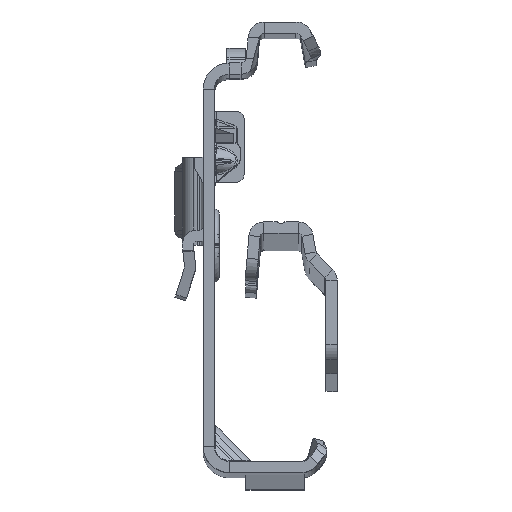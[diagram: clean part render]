
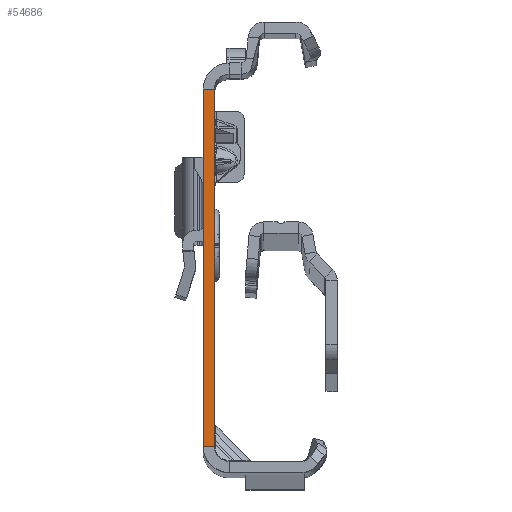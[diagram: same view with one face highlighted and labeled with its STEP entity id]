
A CAD part, top view. The second image highlights one B-rep face of the part: STEP entity #54686.
In plain terms, the highlighted planar face has unit normal (0, 0, 1).
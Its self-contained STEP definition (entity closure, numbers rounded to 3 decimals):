
#360 = CARTESIAN_POINT ( 'NONE',  ( -1.5, -25.865, 0. ) ) ;
#2727 = EDGE_LOOP ( 'NONE', ( #46106, #4567, #8148, #47790 ) ) ;
#2870 = CARTESIAN_POINT ( 'NONE',  ( 0., 22.135, 0. ) ) ;
#3358 = LINE ( 'NONE', #25534, #40658 ) ;
#3460 = CARTESIAN_POINT ( 'NONE',  ( -1.5, 22.135, 0. ) ) ;
#3746 = VERTEX_POINT ( 'NONE', #21060 ) ;
#3872 = PLANE ( 'NONE',  #12881 ) ;
#4302 = VERTEX_POINT ( 'NONE', #360 ) ;
#4424 = DIRECTION ( 'NONE',  ( 0., 0., 1. ) ) ;
#4567 = ORIENTED_EDGE ( 'NONE', *, *, #35541, .T. ) ;
#5963 = CARTESIAN_POINT ( 'NONE',  ( -1.5, -27.865, 0. ) ) ;
#7755 = VECTOR ( 'NONE', #51565, 1000. ) ;
#8148 = ORIENTED_EDGE ( 'NONE', *, *, #31051, .T. ) ;
#8776 = CARTESIAN_POINT ( 'NONE',  ( 0., -25.865, 0. ) ) ;
#10326 = VERTEX_POINT ( 'NONE', #3460 ) ;
#12881 = AXIS2_PLACEMENT_3D ( 'NONE', #37519, #4424, #16323 ) ;
#15613 = LINE ( 'NONE', #2870, #43995 ) ;
#16323 = DIRECTION ( 'NONE',  ( 1., 0., 0. ) ) ;
#16542 = LINE ( 'NONE', #8776, #29042 ) ;
#20713 = DIRECTION ( 'NONE',  ( -1., 0., 0. ) ) ;
#21060 = CARTESIAN_POINT ( 'NONE',  ( 0., 22.135, 0. ) ) ;
#23949 = DIRECTION ( 'NONE',  ( -1., 0., 0. ) ) ;
#25534 = CARTESIAN_POINT ( 'NONE',  ( 0., -27.865, 0. ) ) ;
#27139 = CARTESIAN_POINT ( 'NONE',  ( 0., -25.865, 0. ) ) ;
#29042 = VECTOR ( 'NONE', #20713, 1000. ) ;
#30689 = LINE ( 'NONE', #5963, #7755 ) ;
#31051 = EDGE_CURVE ( 'NONE', #10326, #4302, #30689, .T. ) ;
#33365 = DIRECTION ( 'NONE',  ( 0., -1., 0. ) ) ;
#35541 = EDGE_CURVE ( 'NONE', #3746, #10326, #15613, .T. ) ;
#37519 = CARTESIAN_POINT ( 'NONE',  ( -1.5, -27.865, 0. ) ) ;
#40658 = VECTOR ( 'NONE', #33365, 1000. ) ;
#41553 = VERTEX_POINT ( 'NONE', #27139 ) ;
#43995 = VECTOR ( 'NONE', #23949, 1000. ) ;
#44746 = EDGE_CURVE ( 'NONE', #41553, #4302, #16542, .T. ) ;
#45425 = EDGE_CURVE ( 'NONE', #3746, #41553, #3358, .T. ) ;
#46106 = ORIENTED_EDGE ( 'NONE', *, *, #45425, .F. ) ;
#47790 = ORIENTED_EDGE ( 'NONE', *, *, #44746, .F. ) ;
#50308 = FACE_OUTER_BOUND ( 'NONE', #2727, .T. ) ;
#51565 = DIRECTION ( 'NONE',  ( 0., -1., 0. ) ) ;
#54686 = ADVANCED_FACE ( 'NONE', ( #50308 ), #3872, .T. ) ;
